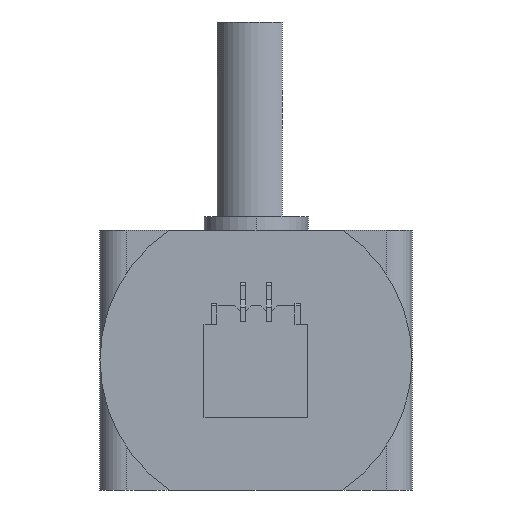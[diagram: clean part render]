
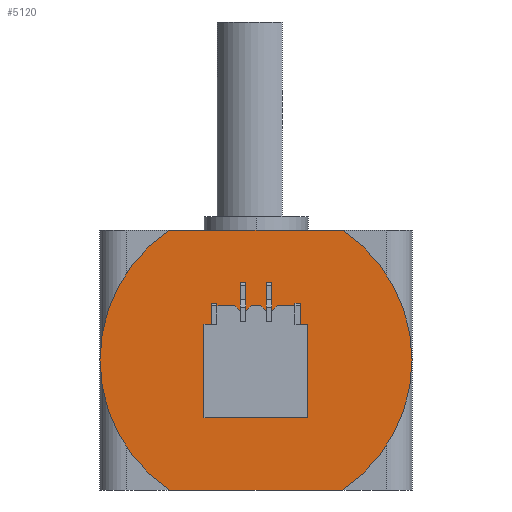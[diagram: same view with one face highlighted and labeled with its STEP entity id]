
A CAD part, front view. The second image highlights one B-rep face of the part: STEP entity #5120.
In plain terms, the highlighted planar face has unit normal (0, -1, 0).
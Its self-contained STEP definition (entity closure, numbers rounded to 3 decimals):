
#1624=DIRECTION('',(-1.,0.,0.));
#1625=VECTOR('',#1624,0.2);
#1626=CARTESIAN_POINT('',(1.7,-17.33,-2.));
#1627=LINE('',#1626,#1625);
#1632=CARTESIAN_POINT('',(0.,-17.33,0.));
#1633=DIRECTION('',(0.,1.,0.));
#1634=DIRECTION('',(-0.553,0.,-0.833));
#1635=AXIS2_PLACEMENT_3D('',#1632,#1633,#1634);
#1637=DIRECTION('',(1.,0.,0.));
#1638=VECTOR('',#1637,6.633);
#1639=CARTESIAN_POINT('',(-3.317,-17.33,5.));
#1640=LINE('',#1639,#1638);
#1641=CARTESIAN_POINT('',(0.,-17.33,0.));
#1642=DIRECTION('',(0.,1.,0.));
#1643=DIRECTION('',(0.553,0.,0.833));
#1644=AXIS2_PLACEMENT_3D('',#1641,#1642,#1643);
#1646=DIRECTION('',(-1.,0.,0.));
#1647=VECTOR('',#1646,6.633);
#1648=CARTESIAN_POINT('',(3.317,-17.33,-5.));
#1649=LINE('',#1648,#1647);
#1860=DIRECTION('',(0.,0.,1.));
#1861=VECTOR('',#1860,1.072);
#1862=CARTESIAN_POINT('',(1.7,-17.33,-2.));
#1863=LINE('',#1862,#1861);
#2032=DIRECTION('',(0.,0.,1.));
#2033=VECTOR('',#2032,1.072);
#2034=CARTESIAN_POINT('',(1.5,-17.33,-2.));
#2035=LINE('',#2034,#2033);
#2050=DIRECTION('',(-1.,0.,0.));
#2051=VECTOR('',#2050,0.2);
#2052=CARTESIAN_POINT('',(1.7,-17.33,-0.928));
#2053=LINE('',#2052,#2051);
#2066=DIRECTION('',(0.,0.,1.));
#2067=VECTOR('',#2066,1.072);
#2068=CARTESIAN_POINT('',(-1.5,-17.33,-2.));
#2069=LINE('',#2068,#2067);
#2088=DIRECTION('',(1.,0.,0.));
#2089=VECTOR('',#2088,0.2);
#2090=CARTESIAN_POINT('',(-1.7,-17.33,-2.));
#2091=LINE('',#2090,#2089);
#2096=DIRECTION('',(0.,0.,1.));
#2097=VECTOR('',#2096,1.072);
#2098=CARTESIAN_POINT('',(-1.7,-17.33,-2.));
#2099=LINE('',#2098,#2097);
#2147=DIRECTION('',(1.,0.,0.));
#2148=VECTOR('',#2147,0.2);
#2149=CARTESIAN_POINT('',(-1.7,-17.33,-0.928));
#2150=LINE('',#2149,#2148);
#2308=DIRECTION('',(0.,0.,-1.));
#2309=VECTOR('',#2308,0.85);
#2310=CARTESIAN_POINT('',(-0.4,-17.33,2.88));
#2311=LINE('',#2310,#2309);
#2342=DIRECTION('',(-1.,0.,0.));
#2343=VECTOR('',#2342,0.2);
#2344=CARTESIAN_POINT('',(-0.4,-17.33,2.03));
#2345=LINE('',#2344,#2343);
#2346=DIRECTION('',(0.,0.,-1.));
#2347=VECTOR('',#2346,0.85);
#2348=CARTESIAN_POINT('',(-0.6,-17.33,2.88));
#2349=LINE('',#2348,#2347);
#2376=DIRECTION('',(1.,0.,0.));
#2377=VECTOR('',#2376,0.2);
#2378=CARTESIAN_POINT('',(-0.6,-17.33,2.88));
#2379=LINE('',#2378,#2377);
#2504=DIRECTION('',(0.,0.,-1.));
#2505=VECTOR('',#2504,0.85);
#2506=CARTESIAN_POINT('',(0.6,-17.33,2.88));
#2507=LINE('',#2506,#2505);
#2538=DIRECTION('',(-1.,0.,0.));
#2539=VECTOR('',#2538,0.2);
#2540=CARTESIAN_POINT('',(0.6,-17.33,2.03));
#2541=LINE('',#2540,#2539);
#2542=DIRECTION('',(0.,0.,-1.));
#2543=VECTOR('',#2542,0.85);
#2544=CARTESIAN_POINT('',(0.4,-17.33,2.88));
#2545=LINE('',#2544,#2543);
#2572=DIRECTION('',(1.,0.,0.));
#2573=VECTOR('',#2572,0.2);
#2574=CARTESIAN_POINT('',(0.4,-17.33,2.88));
#2575=LINE('',#2574,#2573);
#3544=CARTESIAN_POINT('',(-3.317,-17.33,-5.));
#3545=CARTESIAN_POINT('',(-3.317,-17.33,5.));
#3546=VERTEX_POINT('',#3544);
#3547=VERTEX_POINT('',#3545);
#3548=CARTESIAN_POINT('',(3.317,-17.33,5.));
#3549=VERTEX_POINT('',#3548);
#3550=CARTESIAN_POINT('',(3.317,-17.33,-5.));
#3551=VERTEX_POINT('',#3550);
#3560=CARTESIAN_POINT('',(1.7,-17.33,-2.));
#3561=CARTESIAN_POINT('',(1.7,-17.33,-0.928));
#3562=VERTEX_POINT('',#3560);
#3563=VERTEX_POINT('',#3561);
#3564=CARTESIAN_POINT('',(1.5,-17.33,-2.));
#3565=CARTESIAN_POINT('',(1.5,-17.33,-0.928));
#3566=VERTEX_POINT('',#3564);
#3567=VERTEX_POINT('',#3565);
#3568=CARTESIAN_POINT('',(-1.7,-17.33,-2.));
#3569=CARTESIAN_POINT('',(-1.7,-17.33,-0.928));
#3570=VERTEX_POINT('',#3568);
#3571=VERTEX_POINT('',#3569);
#3572=CARTESIAN_POINT('',(-1.5,-17.33,-0.928));
#3573=VERTEX_POINT('',#3572);
#3574=CARTESIAN_POINT('',(-1.5,-17.33,-2.));
#3575=VERTEX_POINT('',#3574);
#3576=CARTESIAN_POINT('',(-0.6,-17.33,2.88));
#3577=CARTESIAN_POINT('',(-0.6,-17.33,2.03));
#3578=VERTEX_POINT('',#3576);
#3579=VERTEX_POINT('',#3577);
#3580=CARTESIAN_POINT('',(-0.4,-17.33,2.88));
#3581=CARTESIAN_POINT('',(-0.4,-17.33,2.03));
#3582=VERTEX_POINT('',#3580);
#3583=VERTEX_POINT('',#3581);
#3584=CARTESIAN_POINT('',(0.4,-17.33,2.88));
#3585=CARTESIAN_POINT('',(0.4,-17.33,2.03));
#3586=VERTEX_POINT('',#3584);
#3587=VERTEX_POINT('',#3585);
#3588=CARTESIAN_POINT('',(0.6,-17.33,2.88));
#3589=CARTESIAN_POINT('',(0.6,-17.33,2.03));
#3590=VERTEX_POINT('',#3588);
#3591=VERTEX_POINT('',#3589);
#5066=CARTESIAN_POINT('',(0.,-17.33,0.741));
#5067=DIRECTION('',(0.,1.,0.));
#5068=DIRECTION('',(0.,0.,-1.));
#5069=AXIS2_PLACEMENT_3D('',#5066,#5067,#5068);
#5070=PLANE('',#5069);
#5072=ORIENTED_EDGE('',*,*,#5071,.T.);
#5074=ORIENTED_EDGE('',*,*,#5073,.T.);
#5076=ORIENTED_EDGE('',*,*,#5075,.T.);
#5078=ORIENTED_EDGE('',*,*,#5077,.T.);
#5079=EDGE_LOOP('',(#5072,#5074,#5076,#5078));
#5080=FACE_OUTER_BOUND('',#5079,.F.);
#5082=ORIENTED_EDGE('',*,*,#5081,.T.);
#5084=ORIENTED_EDGE('',*,*,#5083,.T.);
#5086=ORIENTED_EDGE('',*,*,#5085,.F.);
#5087=ORIENTED_EDGE('',*,*,#5047,.F.);
#5088=EDGE_LOOP('',(#5082,#5084,#5086,#5087));
#5089=FACE_BOUND('',#5088,.F.);
#5091=ORIENTED_EDGE('',*,*,#5090,.F.);
#5093=ORIENTED_EDGE('',*,*,#5092,.T.);
#5095=ORIENTED_EDGE('',*,*,#5094,.T.);
#5097=ORIENTED_EDGE('',*,*,#5096,.F.);
#5098=EDGE_LOOP('',(#5091,#5093,#5095,#5097));
#5099=FACE_BOUND('',#5098,.F.);
#5101=ORIENTED_EDGE('',*,*,#5100,.T.);
#5103=ORIENTED_EDGE('',*,*,#5102,.F.);
#5105=ORIENTED_EDGE('',*,*,#5104,.F.);
#5107=ORIENTED_EDGE('',*,*,#5106,.F.);
#5108=EDGE_LOOP('',(#5101,#5103,#5105,#5107));
#5109=FACE_BOUND('',#5108,.F.);
#5111=ORIENTED_EDGE('',*,*,#5110,.T.);
#5113=ORIENTED_EDGE('',*,*,#5112,.F.);
#5115=ORIENTED_EDGE('',*,*,#5114,.F.);
#5117=ORIENTED_EDGE('',*,*,#5116,.F.);
#5118=EDGE_LOOP('',(#5111,#5113,#5115,#5117));
#5119=FACE_BOUND('',#5118,.F.);
#5120=ADVANCED_FACE('',(#5080,#5089,#5099,#5109,#5119),#5070,.F.);
#1636=CIRCLE('',#1635,6.);
#1645=CIRCLE('',#1644,6.);
#5047=EDGE_CURVE('',#3562,#3566,#1627,.T.);
#5071=EDGE_CURVE('',#3546,#3547,#1636,.T.);
#5073=EDGE_CURVE('',#3547,#3549,#1640,.T.);
#5075=EDGE_CURVE('',#3549,#3551,#1645,.T.);
#5077=EDGE_CURVE('',#3551,#3546,#1649,.T.);
#5081=EDGE_CURVE('',#3562,#3563,#1863,.T.);
#5083=EDGE_CURVE('',#3563,#3567,#2053,.T.);
#5085=EDGE_CURVE('',#3566,#3567,#2035,.T.);
#5090=EDGE_CURVE('',#3570,#3571,#2099,.T.);
#5092=EDGE_CURVE('',#3570,#3575,#2091,.T.);
#5094=EDGE_CURVE('',#3575,#3573,#2069,.T.);
#5096=EDGE_CURVE('',#3571,#3573,#2150,.T.);
#5100=EDGE_CURVE('',#3578,#3579,#2349,.T.);
#5102=EDGE_CURVE('',#3583,#3579,#2345,.T.);
#5104=EDGE_CURVE('',#3582,#3583,#2311,.T.);
#5106=EDGE_CURVE('',#3578,#3582,#2379,.T.);
#5110=EDGE_CURVE('',#3586,#3587,#2545,.T.);
#5112=EDGE_CURVE('',#3591,#3587,#2541,.T.);
#5114=EDGE_CURVE('',#3590,#3591,#2507,.T.);
#5116=EDGE_CURVE('',#3586,#3590,#2575,.T.);
